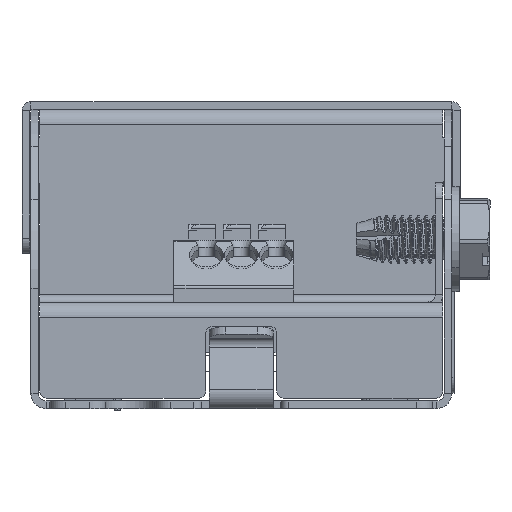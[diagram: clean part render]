
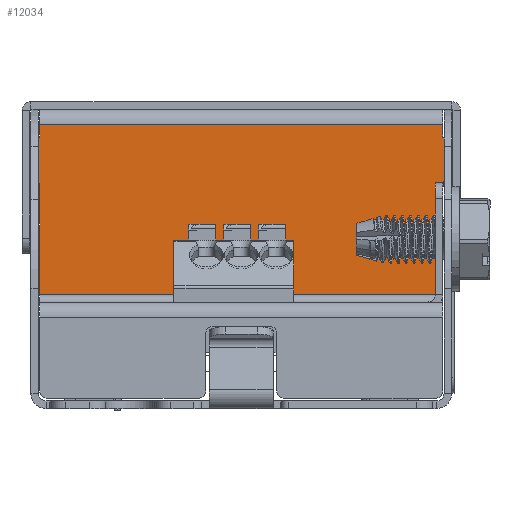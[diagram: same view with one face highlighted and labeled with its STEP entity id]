
A CAD part, left-side view. The second image highlights one B-rep face of the part: STEP entity #12034.
In plain terms, the highlighted planar face has unit normal (-1, 0, 0).
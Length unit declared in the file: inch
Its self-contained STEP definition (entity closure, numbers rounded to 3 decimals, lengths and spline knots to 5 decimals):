
#431 = LINE ( 'NONE', #12484, #11225 ) ;
#453 = LINE ( 'NONE', #2710, #10688 ) ;
#496 = ORIENTED_EDGE ( 'NONE', *, *, #19659, .T. ) ;
#733 = DIRECTION ( 'NONE',  ( 0., 0., -1. ) ) ;
#779 = CARTESIAN_POINT ( 'NONE',  ( 0.69122, 1.545, 0.86089 ) ) ;
#1094 = CARTESIAN_POINT ( 'NONE',  ( 0.69122, -0.065, 0.78089 ) ) ;
#1212 = VECTOR ( 'NONE', #6553, 39.37008 ) ;
#1541 = VECTOR ( 'NONE', #21632, 39.37008 ) ;
#1560 = AXIS2_PLACEMENT_3D ( 'NONE', #10373, #15573, #4648 ) ;
#2689 = EDGE_CURVE ( 'NONE', #16306, #4036, #20235, .T. ) ;
#2710 = CARTESIAN_POINT ( 'NONE',  ( 0.69122, -0.045, 0.66089 ) ) ;
#2960 = CARTESIAN_POINT ( 'NONE',  ( 0.69122, 1.545, 0.66089 ) ) ;
#3479 = CARTESIAN_POINT ( 'NONE',  ( 0.69122, -0.065, 0.78089 ) ) ;
#3564 = CARTESIAN_POINT ( 'NONE',  ( 0.69122, 1.565, 0.78089 ) ) ;
#3661 = CARTESIAN_POINT ( 'NONE',  ( 0.69122, -0.045, 0.86089 ) ) ;
#3903 = ORIENTED_EDGE ( 'NONE', *, *, #11079, .F. ) ;
#4036 = VERTEX_POINT ( 'NONE', #3661 ) ;
#4071 = VERTEX_POINT ( 'NONE', #3479 ) ;
#4648 = DIRECTION ( 'NONE',  ( 0., 0., 1. ) ) ;
#4780 = LINE ( 'NONE', #22988, #16178 ) ;
#4795 = VERTEX_POINT ( 'NONE', #13223 ) ;
#5232 = DIRECTION ( 'NONE',  ( 0., 1., 0. ) ) ;
#5736 = EDGE_LOOP ( 'NONE', ( #18053, #19489, #12714, #20063, #13124, #22465, #11259, #11003, #12628, #10099, #3903, #496 ) ) ;
#5833 = LINE ( 'NONE', #3564, #18673 ) ;
#6088 = LINE ( 'NONE', #11980, #18637 ) ;
#6106 = VERTEX_POINT ( 'NONE', #2960 ) ;
#6109 = CARTESIAN_POINT ( 'NONE',  ( 0.69122, 1.545, 0.96989 ) ) ;
#6115 = DIRECTION ( 'NONE',  ( 0., -0.164, 0.986 ) ) ;
#6553 = DIRECTION ( 'NONE',  ( 0., 0., 1. ) ) ;
#6785 = VERTEX_POINT ( 'NONE', #779 ) ;
#6821 = CARTESIAN_POINT ( 'NONE',  ( 0.69122, 1.565, 0.78089 ) ) ;
#7791 = EDGE_CURVE ( 'NONE', #4036, #11399, #4780, .T. ) ;
#8270 = LINE ( 'NONE', #6109, #9106 ) ;
#8546 = VERTEX_POINT ( 'NONE', #6821 ) ;
#8869 = CARTESIAN_POINT ( 'NONE',  ( 0.69122, -0.045, 0.23989 ) ) ;
#9106 = VECTOR ( 'NONE', #733, 39.37008 ) ;
#9247 = EDGE_CURVE ( 'NONE', #4795, #4071, #453, .T. ) ;
#9358 = DIRECTION ( 'NONE',  ( 0., 0.164, 0.986 ) ) ;
#9435 = LINE ( 'NONE', #1094, #1212 ) ;
#10099 = ORIENTED_EDGE ( 'NONE', *, *, #20641, .F. ) ;
#10232 = VERTEX_POINT ( 'NONE', #17385 ) ;
#10373 = CARTESIAN_POINT ( 'NONE',  ( 0.69122, 0.75, 0.96989 ) ) ;
#10688 = VECTOR ( 'NONE', #6115, 39.37008 ) ;
#10811 = EDGE_CURVE ( 'NONE', #4071, #16306, #9435, .T. ) ;
#11003 = ORIENTED_EDGE ( 'NONE', *, *, #11591, .T. ) ;
#11079 = EDGE_CURVE ( 'NONE', #6106, #8546, #22863, .T. ) ;
#11225 = VECTOR ( 'NONE', #21650, 39.37008 ) ;
#11259 = ORIENTED_EDGE ( 'NONE', *, *, #19043, .F. ) ;
#11399 = VERTEX_POINT ( 'NONE', #22182 ) ;
#11591 = EDGE_CURVE ( 'NONE', #14233, #6785, #8270, .T. ) ;
#11980 = CARTESIAN_POINT ( 'NONE',  ( 0.69122, -0.045, 0.90989 ) ) ;
#12034 = ADVANCED_FACE ( 'NONE', ( #20245 ), #20750, .F. ) ;
#12484 = CARTESIAN_POINT ( 'NONE',  ( 0.69122, 1.545, 0.86089 ) ) ;
#12628 = ORIENTED_EDGE ( 'NONE', *, *, #21169, .F. ) ;
#12714 = ORIENTED_EDGE ( 'NONE', *, *, #9247, .T. ) ;
#13124 = ORIENTED_EDGE ( 'NONE', *, *, #2689, .T. ) ;
#13223 = CARTESIAN_POINT ( 'NONE',  ( 0.69122, -0.045, 0.66089 ) ) ;
#14233 = VERTEX_POINT ( 'NONE', #18812 ) ;
#14256 = VECTOR ( 'NONE', #23517, 39.37008 ) ;
#14309 = CARTESIAN_POINT ( 'NONE',  ( 0.69122, -0.045, 0.96989 ) ) ;
#14401 = VECTOR ( 'NONE', #5232, 39.37008 ) ;
#14510 = CARTESIAN_POINT ( 'NONE',  ( 0.69122, -0.045, 0.86089 ) ) ;
#15037 = CARTESIAN_POINT ( 'NONE',  ( 0.69122, 1.545, 0.23989 ) ) ;
#15327 = CARTESIAN_POINT ( 'NONE',  ( 0.69122, 1.565, 0.86089 ) ) ;
#15508 = DIRECTION ( 'NONE',  ( 0., -1., 0. ) ) ;
#15573 = DIRECTION ( 'NONE',  ( 1., 0., 0. ) ) ;
#15617 = VERTEX_POINT ( 'NONE', #15327 ) ;
#16178 = VECTOR ( 'NONE', #23220, 39.37008 ) ;
#16306 = VERTEX_POINT ( 'NONE', #16901 ) ;
#16543 = CARTESIAN_POINT ( 'NONE',  ( 0.69122, 1.545, 0.66089 ) ) ;
#16901 = CARTESIAN_POINT ( 'NONE',  ( 0.69122, -0.065, 0.86089 ) ) ;
#17385 = CARTESIAN_POINT ( 'NONE',  ( 0.69122, -0.045, 0.23989 ) ) ;
#17962 = VECTOR ( 'NONE', #9358, 39.37008 ) ;
#18053 = ORIENTED_EDGE ( 'NONE', *, *, #20526, .F. ) ;
#18637 = VECTOR ( 'NONE', #15508, 39.37008 ) ;
#18673 = VECTOR ( 'NONE', #23569, 39.37008 ) ;
#18712 = EDGE_CURVE ( 'NONE', #10232, #4795, #21189, .T. ) ;
#18812 = CARTESIAN_POINT ( 'NONE',  ( 0.69122, 1.545, 0.90989 ) ) ;
#18907 = LINE ( 'NONE', #18942, #22894 ) ;
#18942 = CARTESIAN_POINT ( 'NONE',  ( 0.69122, 1.545, 0.96989 ) ) ;
#19043 = EDGE_CURVE ( 'NONE', #14233, #11399, #6088, .T. ) ;
#19489 = ORIENTED_EDGE ( 'NONE', *, *, #18712, .T. ) ;
#19659 = EDGE_CURVE ( 'NONE', #6106, #20783, #18907, .T. ) ;
#20063 = ORIENTED_EDGE ( 'NONE', *, *, #10811, .T. ) ;
#20235 = LINE ( 'NONE', #14510, #14256 ) ;
#20245 = FACE_OUTER_BOUND ( 'NONE', #5736, .T. ) ;
#20526 = EDGE_CURVE ( 'NONE', #10232, #20783, #22974, .T. ) ;
#20641 = EDGE_CURVE ( 'NONE', #8546, #15617, #5833, .T. ) ;
#20750 = PLANE ( 'NONE',  #1560 ) ;
#20783 = VERTEX_POINT ( 'NONE', #15037 ) ;
#21169 = EDGE_CURVE ( 'NONE', #15617, #6785, #431, .T. ) ;
#21189 = LINE ( 'NONE', #14309, #1541 ) ;
#21632 = DIRECTION ( 'NONE',  ( 0., 0., 1. ) ) ;
#21650 = DIRECTION ( 'NONE',  ( 0., -1., 0. ) ) ;
#22182 = CARTESIAN_POINT ( 'NONE',  ( 0.69122, -0.045, 0.90989 ) ) ;
#22465 = ORIENTED_EDGE ( 'NONE', *, *, #7791, .T. ) ;
#22534 = DIRECTION ( 'NONE',  ( 0., 0., -1. ) ) ;
#22863 = LINE ( 'NONE', #16543, #17962 ) ;
#22894 = VECTOR ( 'NONE', #22534, 39.37008 ) ;
#22974 = LINE ( 'NONE', #8869, #14401 ) ;
#22988 = CARTESIAN_POINT ( 'NONE',  ( 0.69122, -0.045, 0.96989 ) ) ;
#23220 = DIRECTION ( 'NONE',  ( 0., 0., 1. ) ) ;
#23517 = DIRECTION ( 'NONE',  ( 0., 1., 0. ) ) ;
#23569 = DIRECTION ( 'NONE',  ( 0., 0., 1. ) ) ;
